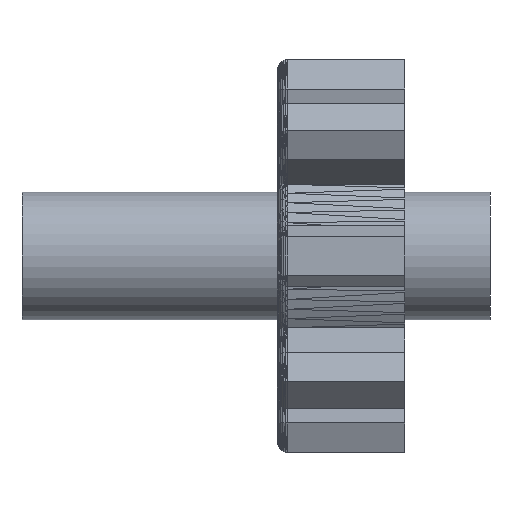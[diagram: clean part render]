
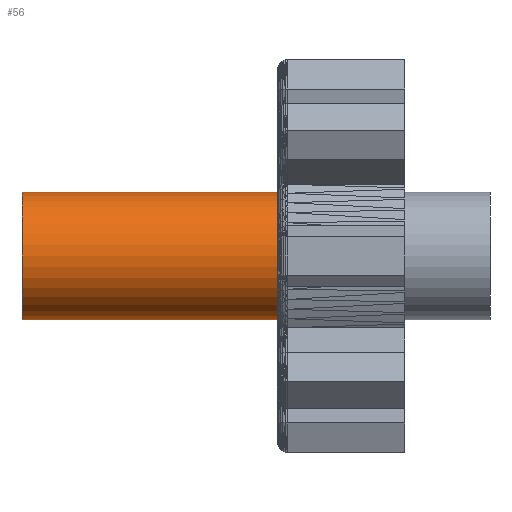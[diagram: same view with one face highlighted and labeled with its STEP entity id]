
A CAD part, left-side view. The second image highlights one B-rep face of the part: STEP entity #56.
In plain terms, the highlighted cylindrical face has radius 1.5 mm (diameter 3 mm), a full revolution.
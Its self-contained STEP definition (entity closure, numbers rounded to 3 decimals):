
#56=ADVANCED_FACE('',(#1398,#1400),#1402,.T.);
#1398=FACE_OUTER_BOUND('',#1399,.T.);
#1399=EDGE_LOOP('',(#10830));
#1400=FACE_OUTER_BOUND('',#1401,.T.);
#1401=EDGE_LOOP('',(#10831));
#1402=CYLINDRICAL_SURFACE('',#1403,1.5);
#1403=AXIS2_PLACEMENT_3D('',#1404,#1405,#1406);
#1404=CARTESIAN_POINT('',(0.,2.,0.));
#1405=DIRECTION('',(0.,1.,0.));
#1406=DIRECTION('',(0.,0.,-1.));
#10830=ORIENTED_EDGE('',*,*,#15211,.F.);
#10831=ORIENTED_EDGE('',*,*,#15083,.T.);
#15083=EDGE_CURVE('',#17370,#17370,#17371,.T.);
#15211=EDGE_CURVE('',#17626,#17626,#17627,.T.);
#17370=VERTEX_POINT('',#20632);
#17371=CIRCLE('',#20633,1.5);
#17626=VERTEX_POINT('',#21147);
#17627=CIRCLE('',#21148,1.5);
#20632=CARTESIAN_POINT('',(0.,7.,-1.5));
#20633=AXIS2_PLACEMENT_3D('',#20634,#20635,#20636);
#20634=CARTESIAN_POINT('',(0.,7.,0.));
#20635=DIRECTION('',(0.,1.,0.));
#20636=DIRECTION('',(0.,0.,-1.));
#21147=CARTESIAN_POINT('',(0.,13.,-1.5));
#21148=AXIS2_PLACEMENT_3D('',#21149,#21150,#21151);
#21149=CARTESIAN_POINT('',(0.,13.,0.));
#21150=DIRECTION('',(0.,1.,0.));
#21151=DIRECTION('',(0.,0.,-1.));
